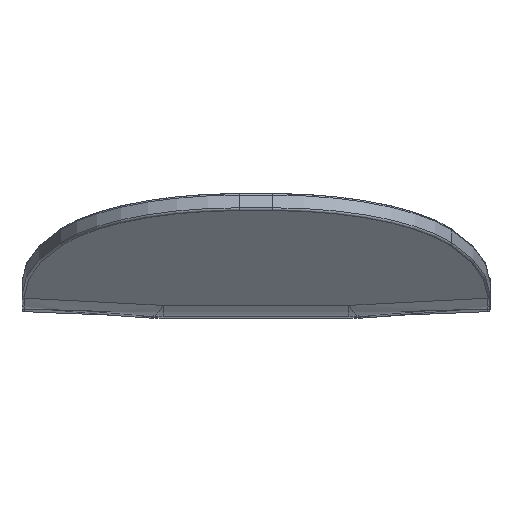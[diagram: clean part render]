
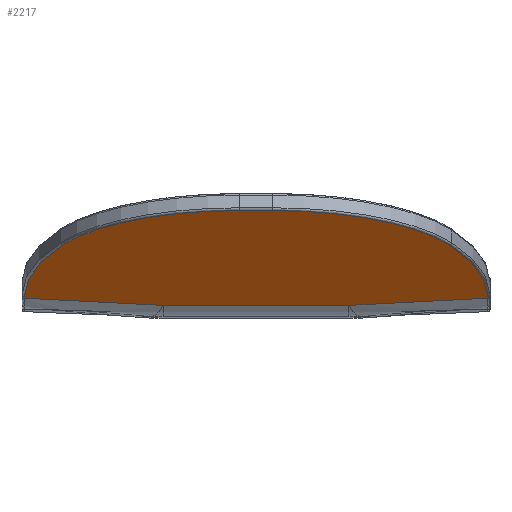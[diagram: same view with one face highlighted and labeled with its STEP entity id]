
A CAD part, top view. The second image highlights one B-rep face of the part: STEP entity #2217.
In plain terms, the highlighted planar face has unit normal (0, -0.951, 0.309).
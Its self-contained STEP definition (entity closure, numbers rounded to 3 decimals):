
#57=PLANE('',#2456);
#131=LINE('',#4448,#207);
#133=LINE('',#4466,#209);
#134=LINE('',#4481,#210);
#135=LINE('',#4648,#211);
#207=VECTOR('',#2858,10.);
#209=VECTOR('',#2880,10.);
#210=VECTOR('',#2901,10.);
#211=VECTOR('',#2914,10.);
#361=FACE_OUTER_BOUND('',#527,.T.);
#527=EDGE_LOOP('',(#1821,#1822,#1823,#1824,#1825,#1826,#1827,#1828,#1829,
#1830));
#675=B_SPLINE_CURVE_WITH_KNOTS('',3,(#4637,#4638,#4639,#4640),
 .UNSPECIFIED.,.F.,.F.,(4,4),(-6.566,-0.263),
 .UNSPECIFIED.);
#676=B_SPLINE_CURVE_WITH_KNOTS('',3,(#4644,#4645,#4646,#4647),
 .UNSPECIFIED.,.F.,.F.,(4,4),(0.263,6.566),
 .UNSPECIFIED.);
#788=CIRCLE('',#2434,171.892);
#791=CIRCLE('',#2438,87.9);
#795=CIRCLE('',#2444,87.9);
#798=CIRCLE('',#2448,171.892);
#995=VERTEX_POINT('',#4438);
#996=VERTEX_POINT('',#4446);
#997=VERTEX_POINT('',#4450);
#999=VERTEX_POINT('',#4456);
#1001=VERTEX_POINT('',#4462);
#1003=VERTEX_POINT('',#4468);
#1005=VERTEX_POINT('',#4474);
#1006=VERTEX_POINT('',#4479);
#1011=VERTEX_POINT('',#4636);
#1012=VERTEX_POINT('',#4643);
#1267=EDGE_CURVE('',#995,#996,#131,.T.);
#1270=EDGE_CURVE('',#996,#997,#788,.T.);
#1273=EDGE_CURVE('',#997,#999,#791,.T.);
#1276=EDGE_CURVE('',#999,#1001,#133,.T.);
#1279=EDGE_CURVE('',#1001,#1003,#795,.T.);
#1282=EDGE_CURVE('',#1003,#1005,#798,.T.);
#1284=EDGE_CURVE('',#1005,#1006,#134,.T.);
#1295=EDGE_CURVE('',#1006,#1011,#675,.T.);
#1297=EDGE_CURVE('',#1012,#995,#676,.T.);
#1298=EDGE_CURVE('',#1011,#1012,#135,.T.);
#1821=ORIENTED_EDGE('',*,*,#1284,.F.);
#1822=ORIENTED_EDGE('',*,*,#1282,.F.);
#1823=ORIENTED_EDGE('',*,*,#1279,.F.);
#1824=ORIENTED_EDGE('',*,*,#1276,.F.);
#1825=ORIENTED_EDGE('',*,*,#1273,.F.);
#1826=ORIENTED_EDGE('',*,*,#1270,.F.);
#1827=ORIENTED_EDGE('',*,*,#1267,.F.);
#1828=ORIENTED_EDGE('',*,*,#1297,.F.);
#1829=ORIENTED_EDGE('',*,*,#1298,.F.);
#1830=ORIENTED_EDGE('',*,*,#1295,.F.);
#2217=ADVANCED_FACE('',(#361),#57,.T.);
#2434=AXIS2_PLACEMENT_3D('',#4454,#2865,#2866);
#2438=AXIS2_PLACEMENT_3D('',#4460,#2873,#2874);
#2444=AXIS2_PLACEMENT_3D('',#4472,#2887,#2888);
#2448=AXIS2_PLACEMENT_3D('',#4477,#2895,#2896);
#2456=AXIS2_PLACEMENT_3D('',#4642,#2912,#2913);
#2858=DIRECTION('',(0.,0.309,0.951));
#2865=DIRECTION('center_axis',(0.,0.951,-0.309));
#2866=DIRECTION('ref_axis',(-0.975,0.069,0.213));
#2873=DIRECTION('center_axis',(0.,0.951,-0.309));
#2874=DIRECTION('ref_axis',(-0.531,0.262,0.806));
#2880=DIRECTION('',(1.,0.,0.));
#2887=DIRECTION('center_axis',(0.,0.951,-0.309));
#2888=DIRECTION('ref_axis',(0.531,0.262,0.806));
#2895=DIRECTION('center_axis',(0.,0.951,-0.309));
#2896=DIRECTION('ref_axis',(0.975,0.069,0.213));
#2901=DIRECTION('',(0.,-0.309,-0.951));
#2912=DIRECTION('center_axis',(0.,-0.951,0.309));
#2913=DIRECTION('ref_axis',(0.,-0.309,-0.951));
#2914=DIRECTION('',(-1.,0.,0.));
#4438=CARTESIAN_POINT('',(1.,4.176,282.339));
#4446=CARTESIAN_POINT('',(1.,4.704,283.963));
#4448=CARTESIAN_POINT('',(1.,31.703,367.057));
#4450=CARTESIAN_POINT('',(18.179,27.851,355.201));
#4454=CARTESIAN_POINT('Origin',(172.892,4.704,283.963));
#4456=CARTESIAN_POINT('',(97.294,43.177,402.37));
#4460=CARTESIAN_POINT('Origin',(97.294,16.014,318.772));
#4462=CARTESIAN_POINT('',(112.256,43.177,402.37));
#4466=CARTESIAN_POINT('',(0.,43.177,402.37));
#4468=CARTESIAN_POINT('',(191.371,27.851,355.201));
#4472=CARTESIAN_POINT('Origin',(112.256,16.014,318.772));
#4474=CARTESIAN_POINT('',(208.55,4.704,283.963));
#4477=CARTESIAN_POINT('Origin',(36.658,4.704,283.963));
#4479=CARTESIAN_POINT('',(208.55,4.176,282.339));
#4481=CARTESIAN_POINT('',(208.55,31.703,367.057));
#4636=CARTESIAN_POINT('',(146.374,0.973,272.479));
#4637=CARTESIAN_POINT('Ctrl Pts',(208.55,4.176,282.339));
#4638=CARTESIAN_POINT('Ctrl Pts',(187.821,3.115,279.072));
#4639=CARTESIAN_POINT('Ctrl Pts',(167.102,2.036,275.751));
#4640=CARTESIAN_POINT('Ctrl Pts',(146.374,0.973,272.479));
#4642=CARTESIAN_POINT('Origin',(0.,43.486,403.321));
#4643=CARTESIAN_POINT('',(63.176,0.973,272.479));
#4644=CARTESIAN_POINT('Ctrl Pts',(63.176,0.973,272.479));
#4645=CARTESIAN_POINT('Ctrl Pts',(42.448,2.036,275.751));
#4646=CARTESIAN_POINT('Ctrl Pts',(21.729,3.115,279.072));
#4647=CARTESIAN_POINT('Ctrl Pts',(1.,4.176,282.339));
#4648=CARTESIAN_POINT('',(0.,0.973,272.479));
